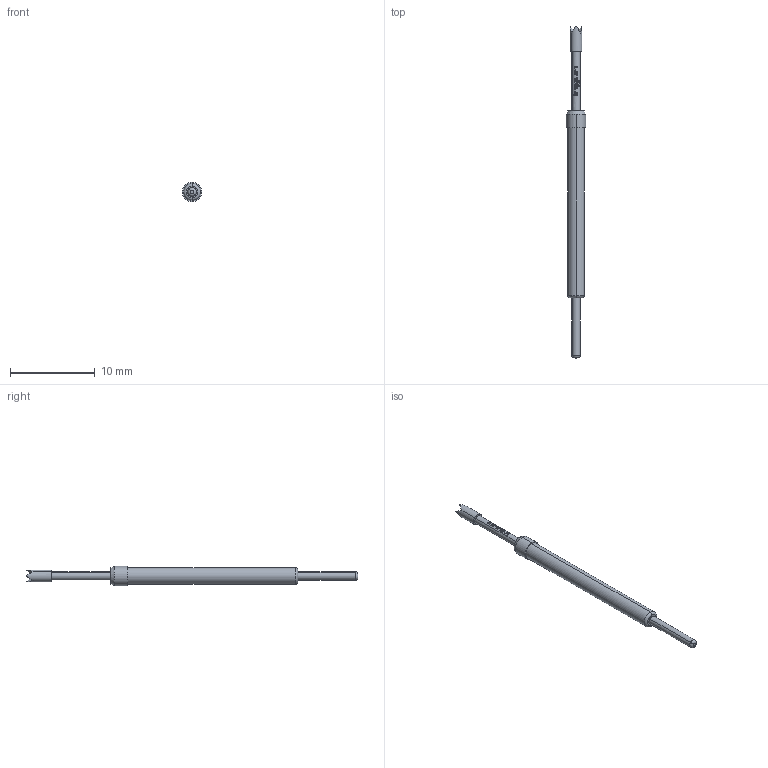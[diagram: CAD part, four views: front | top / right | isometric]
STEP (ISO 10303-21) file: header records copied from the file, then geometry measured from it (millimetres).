
FILE_DESCRIPTION (( 'STEP AP203' ), '1' );
FILE_NAME ('INGUN_GKS-502_304_140_A_xx02.STEP', '2022-05-09T12:41:07', ( 'ochi' ), ( '' ), 'SwSTEP 2.0', 'SolidWorks 2018', '' );
FILE_SCHEMA (( 'CONFIG_CONTROL_DESIGN' ));
Length unit declared in the file: millimetre
Products named in the file (1): INGUN_GKS-502_304_140_A_xx02
Bounding box: 2.3 x 39.1 x 2.3 mm (x, y, z)
Volume: 85.5 mm3; surface area: 204.8 mm2
Topology: 1 solids, 1 shells, 98 faces, 248 edges, 161 vertices
Faces by surface type: plane 53, bspline 22, cylinder 17, torus 4, cone 2
Entity records: 3967 total; most frequent: CARTESIAN_POINT 1972, ORIENTED_EDGE 496, EDGE_CURVE 248, DIRECTION 232, B_SPLINE_CURVE_WITH_KNOTS 190, VERTEX_POINT 161, EDGE_LOOP 107, AXIS2_PLACEMENT_3D 105
